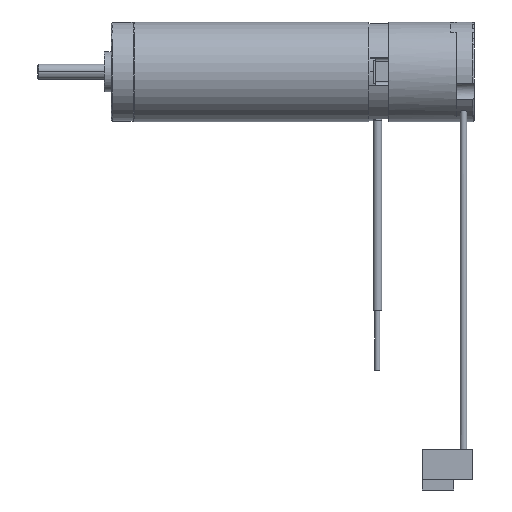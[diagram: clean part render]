
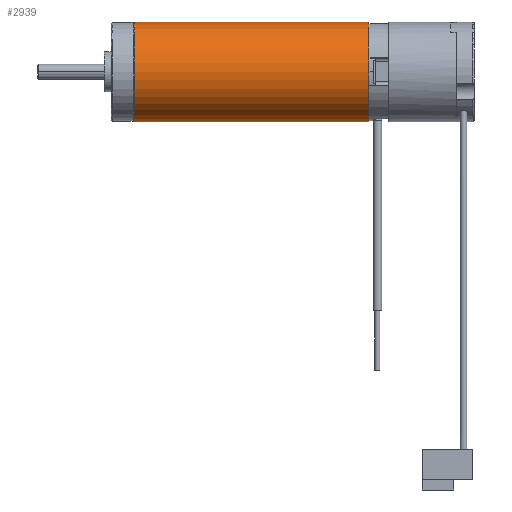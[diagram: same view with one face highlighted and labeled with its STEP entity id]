
A CAD part, front view. The second image highlights one B-rep face of the part: STEP entity #2939.
In plain terms, the highlighted cylindrical face has radius 5 mm (diameter 10 mm), a partial arc.
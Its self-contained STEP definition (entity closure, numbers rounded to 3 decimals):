
#2939=ADVANCED_FACE('',(#5800),#5801,.T.);
#5800=FACE_OUTER_BOUND('',#8609,.T.);
#5801=CYLINDRICAL_SURFACE('',#8610,5.0);
#8609=EDGE_LOOP('',(#16860,#16861,#16862,#16863));
#8610=AXIS2_PLACEMENT_3D('',#16864,#16865,#16866);
#16860=ORIENTED_EDGE('',*,*,#20197,.F.);
#16861=ORIENTED_EDGE('',*,*,#20198,.T.);
#16862=ORIENTED_EDGE('',*,*,#20199,.F.);
#16863=ORIENTED_EDGE('',*,*,#20200,.F.);
#16864=CARTESIAN_POINT('',(14.1,0.0,0.0));
#16865=DIRECTION('',(1.0,0.0,-0.0));
#16866=DIRECTION('',(0.0,0.0,1.0));
#20197=EDGE_CURVE('',#24982,#24983,#24984,.T.);
#20198=EDGE_CURVE('',#24982,#24985,#24986,.T.);
#20199=EDGE_CURVE('',#24987,#24985,#24988,.T.);
#20200=EDGE_CURVE('',#24983,#24987,#24989,.T.);
#24982=VERTEX_POINT('',#32360);
#24983=VERTEX_POINT('',#32361);
#24984=LINE('',#32362,#32363);
#24985=VERTEX_POINT('',#32364);
#24986=CIRCLE('',#32365,5.0);
#24987=VERTEX_POINT('',#32366);
#24988=LINE('',#32367,#32368);
#24989=CIRCLE('',#32369,5.0);
#32360=CARTESIAN_POINT('',(2.3,0.0,5.0));
#32361=CARTESIAN_POINT('',(25.9,0.0,5.0));
#32362=CARTESIAN_POINT('',(14.1,0.,5.0));
#32363=VECTOR('',#35509,1.0);
#32364=CARTESIAN_POINT('',(2.3,0.,-5.0));
#32365=AXIS2_PLACEMENT_3D('',#35510,#35511,#35512);
#32366=CARTESIAN_POINT('',(25.9,0.,-5.0));
#32367=CARTESIAN_POINT('',(14.1,0.,-5.0));
#32368=VECTOR('',#35513,1.0);
#32369=AXIS2_PLACEMENT_3D('',#35514,#35515,#35516);
#35509=DIRECTION('',(1.0,0.0,0.0));
#35510=CARTESIAN_POINT('',(2.3,0.0,0.0));
#35511=DIRECTION('',(1.0,0.0,-0.0));
#35512=DIRECTION('',(0.0,0.0,1.0));
#35513=DIRECTION('',(-1.0,-0.0,-0.0));
#35514=CARTESIAN_POINT('',(25.9,0.0,0.0));
#35515=DIRECTION('',(1.0,0.0,-0.0));
#35516=DIRECTION('',(0.0,0.0,1.0));
